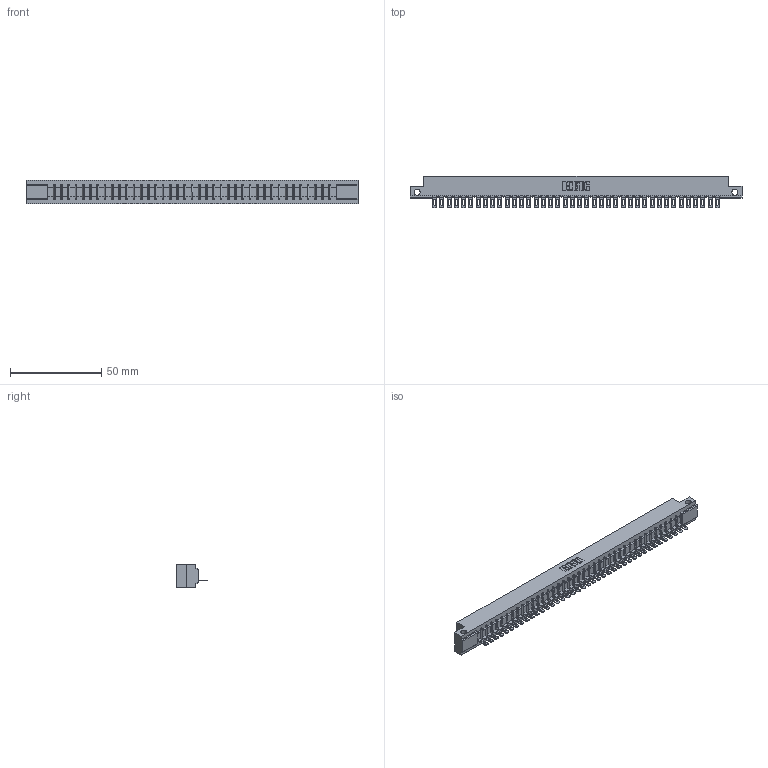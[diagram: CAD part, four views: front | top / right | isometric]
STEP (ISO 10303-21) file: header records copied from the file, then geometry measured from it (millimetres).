
FILE_DESCRIPTION (( 'STEP AP203' ), '1' );
FILE_NAME ('357-040-401-112.STEP', '2020-10-03T06:04:12', ( '' ), ( '' ), 'SwSTEP 2.0', 'SolidWorks 2020', '' );
FILE_SCHEMA (( 'CONFIG_CONTROL_DESIGN' ));
Length unit declared in the file: inch
Products named in the file (3): 357-040-401-112; 307-290-002_501; 307 Part_.128 Dia Side Mounting Holes
Assembly tree (41 placements, depth 2):
  357-040-401-112
    307 Part_.128 Dia Side Mounting Holes
    307-290-002_501  x40
Bounding box: 181.51 x 17.42 x 12.7 mm (x, y, z)
Volume: 19301.5 mm3; surface area: 24484.3 mm2
Topology: 41 solids, 41 shells, 3199 faces, 9843 edges, 6450 vertices
Faces by surface type: plane 1830, cylinder 1287, sphere 82
Entity records: 35334 total; most frequent: CARTESIAN_POINT 5960, ORIENTED_EDGE 5950, DIRECTION 5795, EDGE_CURVE 2975, LINE 2273, VECTOR 2273, VERTEX_POINT 1926, AXIS2_PLACEMENT_3D 1761
